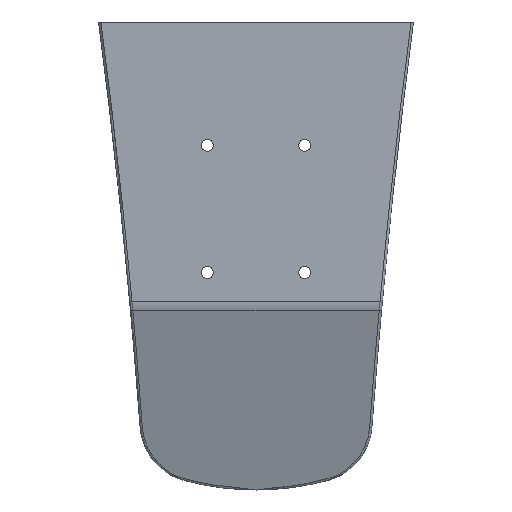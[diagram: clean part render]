
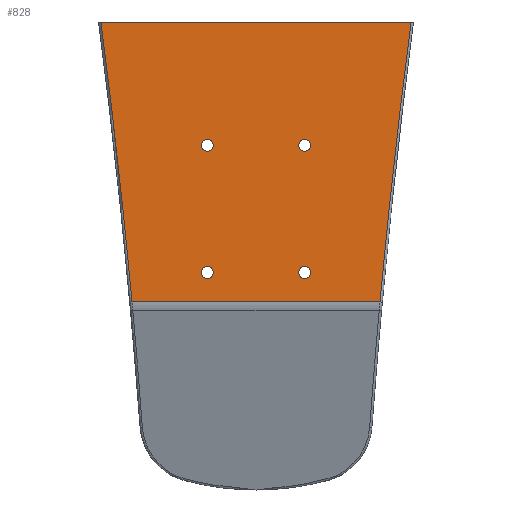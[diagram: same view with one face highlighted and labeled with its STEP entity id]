
A CAD part, front view. The second image highlights one B-rep face of the part: STEP entity #828.
In plain terms, the highlighted planar face has unit normal (0, -1, 0).
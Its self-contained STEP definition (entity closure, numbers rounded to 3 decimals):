
#82=FACE_BOUND('',#220,.T.);
#83=FACE_BOUND('',#221,.T.);
#84=FACE_BOUND('',#222,.T.);
#85=FACE_BOUND('',#223,.T.);
#125=PLANE('',#938);
#159=FACE_OUTER_BOUND('',#219,.T.);
#219=EDGE_LOOP('',(#689,#690,#691,#692));
#220=EDGE_LOOP('',(#693));
#221=EDGE_LOOP('',(#694));
#222=EDGE_LOOP('',(#695));
#223=EDGE_LOOP('',(#696));
#243=LINE('',#1210,#268);
#252=LINE('',#1612,#277);
#268=VECTOR('',#980,10.);
#277=VECTOR('',#1067,10.);
#296=CIRCLE('',#880,3063.584);
#318=CIRCLE('',#931,3063.584);
#320=CIRCLE('',#939,2.5);
#321=CIRCLE('',#940,2.5);
#322=CIRCLE('',#941,2.5);
#323=CIRCLE('',#942,2.5);
#330=VERTEX_POINT('',#1197);
#332=VERTEX_POINT('',#1209);
#341=VERTEX_POINT('',#1256);
#371=VERTEX_POINT('',#1578);
#389=VERTEX_POINT('',#1989);
#390=VERTEX_POINT('',#1991);
#391=VERTEX_POINT('',#1993);
#392=VERTEX_POINT('',#1995);
#409=EDGE_CURVE('',#332,#330,#243,.T.);
#420=EDGE_CURVE('',#341,#330,#296,.T.);
#466=EDGE_CURVE('',#371,#341,#252,.T.);
#487=EDGE_CURVE('',#332,#371,#318,.T.);
#497=EDGE_CURVE('',#389,#389,#320,.T.);
#498=EDGE_CURVE('',#390,#390,#321,.T.);
#499=EDGE_CURVE('',#391,#391,#322,.T.);
#500=EDGE_CURVE('',#392,#392,#323,.T.);
#689=ORIENTED_EDGE('',*,*,#409,.T.);
#690=ORIENTED_EDGE('',*,*,#420,.F.);
#691=ORIENTED_EDGE('',*,*,#466,.F.);
#692=ORIENTED_EDGE('',*,*,#487,.F.);
#693=ORIENTED_EDGE('',*,*,#497,.T.);
#694=ORIENTED_EDGE('',*,*,#498,.T.);
#695=ORIENTED_EDGE('',*,*,#499,.T.);
#696=ORIENTED_EDGE('',*,*,#500,.T.);
#828=ADVANCED_FACE('',(#159,#82,#83,#84,#85),#125,.F.);
#880=AXIS2_PLACEMENT_3D('',#1258,#994,#995);
#931=AXIS2_PLACEMENT_3D('',#1798,#1105,#1106);
#938=AXIS2_PLACEMENT_3D('',#1988,#1119,#1120);
#939=AXIS2_PLACEMENT_3D('',#1990,#1121,#1122);
#940=AXIS2_PLACEMENT_3D('',#1992,#1123,#1124);
#941=AXIS2_PLACEMENT_3D('',#1994,#1125,#1126);
#942=AXIS2_PLACEMENT_3D('',#1996,#1127,#1128);
#980=DIRECTION('',(-1.,0.,0.));
#994=DIRECTION('center_axis',(0.,-1.,0.));
#995=DIRECTION('ref_axis',(0.993,0.,0.117));
#1067=DIRECTION('',(-1.,0.,0.));
#1105=DIRECTION('center_axis',(0.,-1.,0.));
#1106=DIRECTION('ref_axis',(-0.993,0.,0.117));
#1119=DIRECTION('center_axis',(0.,1.,0.));
#1120=DIRECTION('ref_axis',(0.,0.,1.));
#1121=DIRECTION('center_axis',(0.,1.,0.));
#1122=DIRECTION('ref_axis',(-1.,0.,0.));
#1123=DIRECTION('center_axis',(0.,1.,0.));
#1124=DIRECTION('ref_axis',(-1.,0.,0.));
#1125=DIRECTION('center_axis',(0.,1.,0.));
#1126=DIRECTION('ref_axis',(-1.,0.,0.));
#1127=DIRECTION('center_axis',(0.,1.,0.));
#1128=DIRECTION('ref_axis',(-1.,0.,0.));
#1197=CARTESIAN_POINT('',(-66.264,0.,-71.517));
#1209=CARTESIAN_POINT('',(65.481,0.,-71.517));
#1210=CARTESIAN_POINT('',(33.049,0.,-71.517));
#1256=CARTESIAN_POINT('',(-53.049,0.,-190.416));
#1258=CARTESIAN_POINT('Origin',(-3103.91,0.,-469.329));
#1578=CARTESIAN_POINT('',(52.266,0.,-190.416));
#1612=CARTESIAN_POINT('',(37.304,0.,-190.416));
#1798=CARTESIAN_POINT('Origin',(3103.127,0.,-469.329));
#1988=CARTESIAN_POINT('Origin',(-0.392,0.,9.083));
#1989=CARTESIAN_POINT('',(-18.529,0.,-123.952));
#1990=CARTESIAN_POINT('Origin',(-21.029,0.,-123.952));
#1991=CARTESIAN_POINT('',(22.746,0.,-123.952));
#1992=CARTESIAN_POINT('Origin',(20.246,0.,-123.952));
#1993=CARTESIAN_POINT('',(-18.529,0.,-177.927));
#1994=CARTESIAN_POINT('Origin',(-21.029,0.,-177.927));
#1995=CARTESIAN_POINT('',(22.746,0.,-177.927));
#1996=CARTESIAN_POINT('Origin',(20.246,0.,-177.927));
